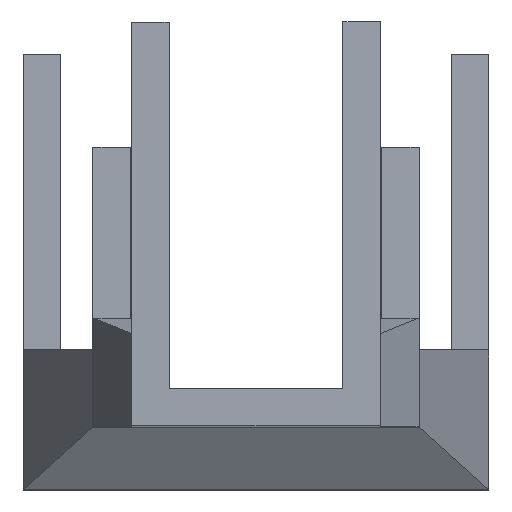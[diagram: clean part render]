
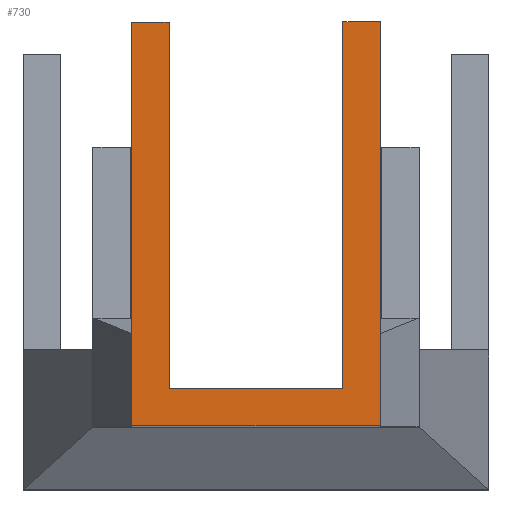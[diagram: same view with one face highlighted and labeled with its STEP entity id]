
A CAD part, top view. The second image highlights one B-rep face of the part: STEP entity #730.
In plain terms, the highlighted planar face has unit normal (0, 0, 1).
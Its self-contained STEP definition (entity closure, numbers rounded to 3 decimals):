
#68 = AXIS2_PLACEMENT_3D ( 'NONE', #1199, #1206, #1123 ) ;
#110 = ORIENTED_EDGE ( 'NONE', *, *, #1262, .F. ) ;
#130 = ORIENTED_EDGE ( 'NONE', *, *, #1279, .F. ) ;
#139 = VERTEX_POINT ( 'NONE', #1161 ) ;
#145 = VERTEX_POINT ( 'NONE', #1139 ) ;
#159 = VERTEX_POINT ( 'NONE', #1148 ) ;
#172 = VERTEX_POINT ( 'NONE', #1128 ) ;
#388 = CARTESIAN_POINT ( 'NONE',  ( -18.715, 1.18, 0. ) ) ;
#400 = DIRECTION ( 'NONE',  ( 1., 0., 0. ) ) ;
#414 = CARTESIAN_POINT ( 'NONE',  ( -19.515, 1.18, 0. ) ) ;
#417 = CARTESIAN_POINT ( 'NONE',  ( -19.515, -0.12, 0. ) ) ;
#419 = DIRECTION ( 'NONE',  ( 0., 1., 0. ) ) ;
#421 = CARTESIAN_POINT ( 'NONE',  ( -18.835, 1.18, 0. ) ) ;
#422 = DIRECTION ( 'NONE',  ( 0., 1., 0. ) ) ;
#434 = DIRECTION ( 'NONE',  ( 1., 0., 0. ) ) ;
#439 = CARTESIAN_POINT ( 'NONE',  ( -19.395, 1.18, 0. ) ) ;
#441 = DIRECTION ( 'NONE',  ( 0., -1., 0. ) ) ;
#449 = CARTESIAN_POINT ( 'NONE',  ( -18.715, -0.12, 0. ) ) ;
#450 = DIRECTION ( 'NONE',  ( 0., -1., 0. ) ) ;
#451 = CARTESIAN_POINT ( 'NONE',  ( -19.515, -0.12, 0. ) ) ;
#452 = DIRECTION ( 'NONE',  ( -1., 0., 0. ) ) ;
#485 = CARTESIAN_POINT ( 'NONE',  ( -18.835, 0., 0. ) ) ;
#486 = DIRECTION ( 'NONE',  ( 1., 0., 0. ) ) ;
#601 = CARTESIAN_POINT ( 'NONE',  ( -18.715, -0.12, 0. ) ) ;
#605 = CARTESIAN_POINT ( 'NONE',  ( -18.715, 1.18, 0. ) ) ;
#612 = CARTESIAN_POINT ( 'NONE',  ( -19.515, 1.18, 0. ) ) ;
#634 = CARTESIAN_POINT ( 'NONE',  ( -19.515, -0.12, 0. ) ) ;
#644 = VECTOR ( 'NONE', #486, 1000. ) ;
#647 = LINE ( 'NONE', #485, #644 ) ;
#677 = VECTOR ( 'NONE', #452, 1000. ) ;
#679 = VECTOR ( 'NONE', #450, 1000. ) ;
#680 = LINE ( 'NONE', #451, #677 ) ;
#682 = LINE ( 'NONE', #449, #679 ) ;
#689 = VECTOR ( 'NONE', #441, 1000. ) ;
#692 = LINE ( 'NONE', #439, #689 ) ;
#695 = VECTOR ( 'NONE', #434, 1000. ) ;
#707 = VECTOR ( 'NONE', #422, 1000. ) ;
#710 = LINE ( 'NONE', #421, #707 ) ;
#711 = VECTOR ( 'NONE', #419, 1000. ) ;
#712 = LINE ( 'NONE', #414, #695 ) ;
#715 = LINE ( 'NONE', #417, #711 ) ;
#730 = ADVANCED_FACE ( 'NONE', ( #848 ), #1102, .T. ) ;
#821 = ORIENTED_EDGE ( 'NONE', *, *, #1256, .F. ) ;
#832 = ORIENTED_EDGE ( 'NONE', *, *, #1253, .F. ) ;
#848 = FACE_OUTER_BOUND ( 'NONE', #979, .T. ) ;
#852 = VERTEX_POINT ( 'NONE', #605 ) ;
#856 = VERTEX_POINT ( 'NONE', #601 ) ;
#873 = VERTEX_POINT ( 'NONE', #634 ) ;
#877 = ORIENTED_EDGE ( 'NONE', *, *, #1245, .F. ) ;
#878 = VERTEX_POINT ( 'NONE', #612 ) ;
#880 = ORIENTED_EDGE ( 'NONE', *, *, #1247, .F. ) ;
#888 = ORIENTED_EDGE ( 'NONE', *, *, #1261, .F. ) ;
#903 = ORIENTED_EDGE ( 'NONE', *, *, #1236, .F. ) ;
#979 = EDGE_LOOP ( 'NONE', ( #888, #903, #880, #130, #821, #832, #877, #110 ) ) ;
#1018 = LINE ( 'NONE', #388, #1023 ) ;
#1023 = VECTOR ( 'NONE', #400, 1000. ) ;
#1102 = PLANE ( 'NONE',  #68 ) ;
#1123 = DIRECTION ( 'NONE',  ( 1., 0., 0. ) ) ;
#1128 = CARTESIAN_POINT ( 'NONE',  ( -18.835, 0., 0. ) ) ;
#1139 = CARTESIAN_POINT ( 'NONE',  ( -19.395, 0., 0. ) ) ;
#1148 = CARTESIAN_POINT ( 'NONE',  ( -19.395, 1.18, 0. ) ) ;
#1161 = CARTESIAN_POINT ( 'NONE',  ( -18.835, 1.18, 0. ) ) ;
#1199 = CARTESIAN_POINT ( 'NONE',  ( -18.715, 1.18, 0. ) ) ;
#1206 = DIRECTION ( 'NONE',  ( 0., 0., 1. ) ) ;
#1236 = EDGE_CURVE ( 'NONE', #139, #852, #1018, .T. ) ;
#1245 = EDGE_CURVE ( 'NONE', #873, #878, #715, .T. ) ;
#1247 = EDGE_CURVE ( 'NONE', #172, #139, #710, .T. ) ;
#1253 = EDGE_CURVE ( 'NONE', #878, #159, #712, .T. ) ;
#1256 = EDGE_CURVE ( 'NONE', #159, #145, #692, .T. ) ;
#1261 = EDGE_CURVE ( 'NONE', #852, #856, #682, .T. ) ;
#1262 = EDGE_CURVE ( 'NONE', #856, #873, #680, .T. ) ;
#1279 = EDGE_CURVE ( 'NONE', #145, #172, #647, .T. ) ;
